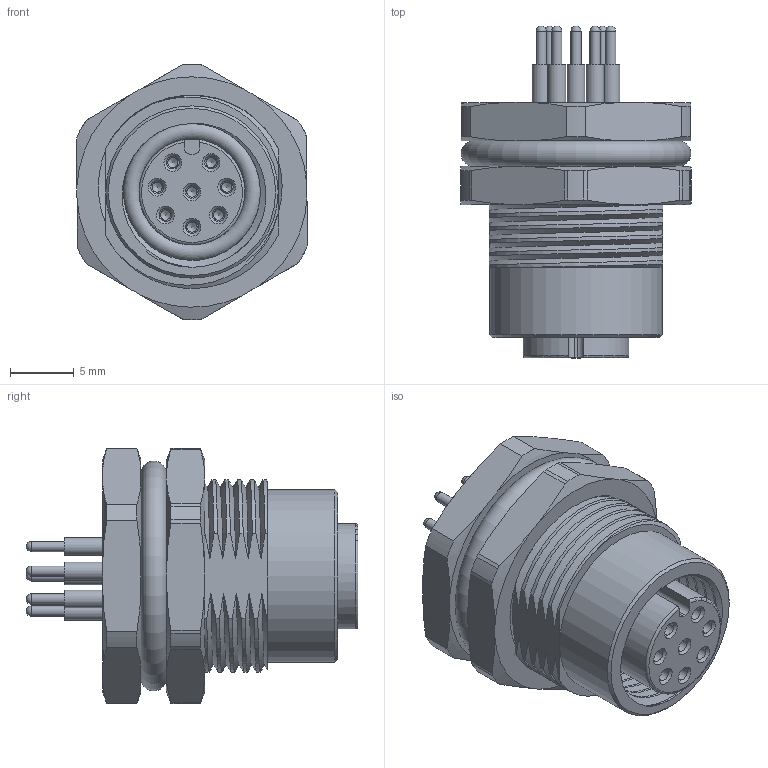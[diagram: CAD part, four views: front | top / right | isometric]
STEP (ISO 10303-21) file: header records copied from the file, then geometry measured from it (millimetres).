
FILE_DESCRIPTION(/* description */ ('Unknown'),/* implementation_level */ '2;1');
FILE_NAME(/* name */ '643260100608',/* time_stamp */ '2024-07-09T15:33:47+02:00',/* author */ ('Unknown'),/* organization */ ('Unknown'),/* preprocessor_version */ 'ST-DEVELOPER v19.4',/* originating_system */ 'Solid Edge',/* authorisation */ 'Unknown');
FILE_SCHEMA (('AUTOMOTIVE_DESIGN {1 0 10303 214 3 1 1}'));
Length unit declared in the file: millimetre
Products named in the file (8): 6432601004xx; 6432601004xx_Shell; 643260100408; 643xx01004xx_Panel O-Ring; 643xx01004xx_Panel Nut; 643xx01004xx_Mating O-Ring; 643220100408_Pin; 6432601004xx_Glue
Assembly tree (14 placements, depth 2):
  6432601004xx
    6432601004xx_Shell
    643260100408
    643xx01004xx_Panel O-Ring
    643xx01004xx_Panel Nut
    643xx01004xx_Mating O-Ring
    643220100408_Pin  x8
    6432601004xx_Glue
Bounding box: 18.07 x 26 x 20 mm (x, y, z)
Volume: 3458.8 mm3; surface area: 6304.2 mm2
Topology: 14 solids, 14 shells, 609 faces, 1450 edges, 939 vertices
Faces by surface type: plane 232, cylinder 201, cone 79, torus 46, bspline 43, sphere 8
Full cylindrical faces by diameter (mm): 0.8 x16, 1 x8, 1.1 x8, 1.3 x8, 1.4 x40, 1.45 x8, 1.5 x32, 1.6 x16, 8.3 x1, 8.74 x2, 9.14 x1, 9.25 x1, 10.58 x1, 10.72 x8, 11 x2, 11.1 x1, 13.5 x2
Entity records: 27741 total; most frequent: CARTESIAN_POINT 20865, ORIENTED_EDGE 1372, DIRECTION 1257, EDGE_CURVE 686, AXIS2_PLACEMENT_3D 516, VERTEX_POINT 494, FACE_BOUND 442, EDGE_LOOP 439
